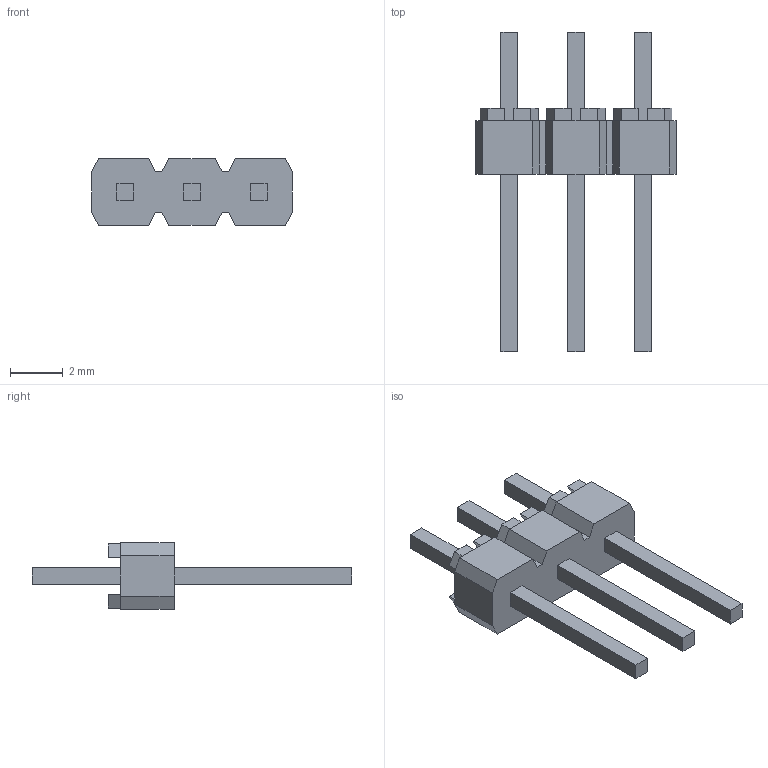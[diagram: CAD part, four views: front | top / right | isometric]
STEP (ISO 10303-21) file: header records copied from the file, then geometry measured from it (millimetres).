
FILE_DESCRIPTION(('STEP AP214'),'1');
FILE_NAME('90120-0923.stp','2017-04-10T22:58:47',('TraceParts'),('TraceParts S.A.'),'Spatial InterOp 3D',' ',' ');
FILE_SCHEMA(('automotive_design'));
Length unit declared in the file: millimetre
Products named in the file (2): 90120-0923_1; 1
Bounding box: 7.62 x 12.15 x 2.54 mm (x, y, z)
Volume: 50.8 mm3; surface area: 171.7 mm2
Topology: 1 solids, 1 shells, 116 faces, 294 edges, 204 vertices
Faces by surface type: plane 116
Entity records: 3453 total; most frequent: CARTESIAN_POINT 604, ORIENTED_EDGE 576, DIRECTION 536, EDGE_CURVE 288, LINE 288, VECTOR 288, VERTEX_POINT 192, EDGE_LOOP 134
